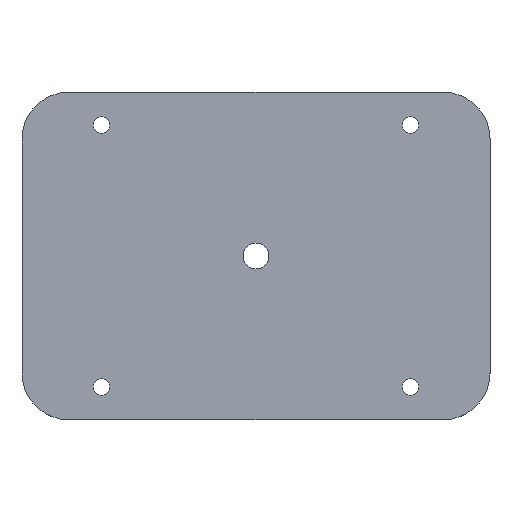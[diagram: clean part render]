
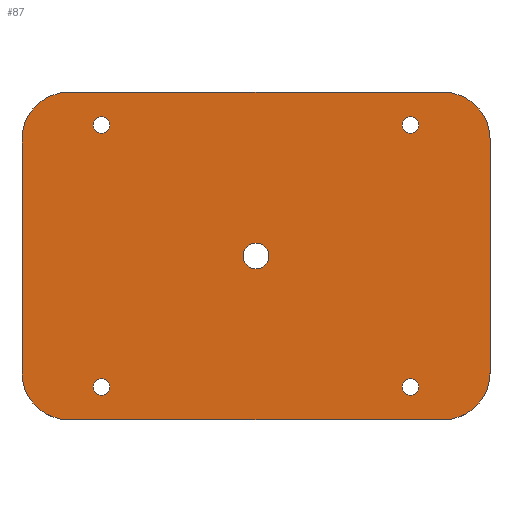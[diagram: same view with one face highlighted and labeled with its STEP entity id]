
A CAD part, top view. The second image highlights one B-rep face of the part: STEP entity #87.
In plain terms, the highlighted planar face has unit normal (0, 0, 1).
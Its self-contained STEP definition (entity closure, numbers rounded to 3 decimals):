
#43=FACE_BOUND('',#116,.T.);
#44=FACE_BOUND('',#117,.T.);
#45=FACE_BOUND('',#118,.T.);
#46=FACE_BOUND('',#119,.T.);
#47=FACE_BOUND('',#120,.T.);
#48=FACE_BOUND('',#121,.T.);
#65=CIRCLE('',#307,2.75);
#66=CIRCLE('',#308,1.75);
#67=CIRCLE('',#309,1.75);
#68=CIRCLE('',#310,1.75);
#69=CIRCLE('',#311,1.75);
#70=CIRCLE('',#312,10.);
#71=CIRCLE('',#313,10.);
#72=CIRCLE('',#314,10.);
#73=CIRCLE('',#315,10.);
#87=ADVANCED_FACE('',(#43,#44,#45,#46,#47,#48),#102,.F.);
#102=PLANE('',#316);
#116=EDGE_LOOP('',(#158));
#117=EDGE_LOOP('',(#159));
#118=EDGE_LOOP('',(#160));
#119=EDGE_LOOP('',(#161));
#120=EDGE_LOOP('',(#162));
#121=EDGE_LOOP('',(#163,#164,#165,#166,#167,#168,#169,#170));
#158=ORIENTED_EDGE('',*,*,#252,.T.);
#159=ORIENTED_EDGE('',*,*,#253,.T.);
#160=ORIENTED_EDGE('',*,*,#254,.T.);
#161=ORIENTED_EDGE('',*,*,#255,.T.);
#162=ORIENTED_EDGE('',*,*,#256,.T.);
#163=ORIENTED_EDGE('',*,*,#246,.F.);
#164=ORIENTED_EDGE('',*,*,#257,.T.);
#165=ORIENTED_EDGE('',*,*,#240,.F.);
#166=ORIENTED_EDGE('',*,*,#258,.T.);
#167=ORIENTED_EDGE('',*,*,#236,.F.);
#168=ORIENTED_EDGE('',*,*,#259,.T.);
#169=ORIENTED_EDGE('',*,*,#248,.F.);
#170=ORIENTED_EDGE('',*,*,#260,.T.);
#210=VERTEX_POINT('',#422);
#211=VERTEX_POINT('',#423);
#214=VERTEX_POINT('',#431);
#215=VERTEX_POINT('',#432);
#220=VERTEX_POINT('',#443);
#221=VERTEX_POINT('',#445);
#222=VERTEX_POINT('',#449);
#223=VERTEX_POINT('',#450);
#226=VERTEX_POINT('',#458);
#227=VERTEX_POINT('',#460);
#228=VERTEX_POINT('',#462);
#229=VERTEX_POINT('',#464);
#230=VERTEX_POINT('',#466);
#236=EDGE_CURVE('',#210,#211,#270,.T.);
#240=EDGE_CURVE('',#214,#215,#274,.T.);
#246=EDGE_CURVE('',#220,#221,#280,.T.);
#248=EDGE_CURVE('',#222,#223,#282,.T.);
#252=EDGE_CURVE('',#226,#226,#65,.T.);
#253=EDGE_CURVE('',#227,#227,#66,.T.);
#254=EDGE_CURVE('',#228,#228,#67,.T.);
#255=EDGE_CURVE('',#229,#229,#68,.T.);
#256=EDGE_CURVE('',#230,#230,#69,.T.);
#257=EDGE_CURVE('',#220,#215,#70,.T.);
#258=EDGE_CURVE('',#214,#211,#71,.T.);
#259=EDGE_CURVE('',#210,#223,#72,.T.);
#260=EDGE_CURVE('',#222,#221,#73,.T.);
#270=LINE('',#421,#286);
#274=LINE('',#430,#290);
#280=LINE('',#444,#296);
#282=LINE('',#448,#298);
#286=VECTOR('',#338,1.);
#290=VECTOR('',#344,1.);
#296=VECTOR('',#352,1.);
#298=VECTOR('',#356,1.);
#307=AXIS2_PLACEMENT_3D('',#457,#362,#363);
#308=AXIS2_PLACEMENT_3D('',#459,#364,#365);
#309=AXIS2_PLACEMENT_3D('',#461,#366,#367);
#310=AXIS2_PLACEMENT_3D('',#463,#368,#369);
#311=AXIS2_PLACEMENT_3D('',#465,#370,#371);
#312=AXIS2_PLACEMENT_3D('',#467,#372,#373);
#313=AXIS2_PLACEMENT_3D('',#468,#374,#375);
#314=AXIS2_PLACEMENT_3D('',#469,#376,#377);
#315=AXIS2_PLACEMENT_3D('',#470,#378,#379);
#316=AXIS2_PLACEMENT_3D('',#471,#380,#381);
#338=DIRECTION('',(0.,-1.,0.));
#344=DIRECTION('',(-1.,0.,0.));
#352=DIRECTION('',(0.,1.,0.));
#356=DIRECTION('',(1.,0.,0.));
#362=DIRECTION('',(0.,0.,-1.));
#363=DIRECTION('',(-1.,0.,0.));
#364=DIRECTION('',(0.,0.,-1.));
#365=DIRECTION('',(-1.,0.,0.));
#366=DIRECTION('',(0.,0.,-1.));
#367=DIRECTION('',(-1.,0.,0.));
#368=DIRECTION('',(0.,0.,-1.));
#369=DIRECTION('',(-1.,0.,0.));
#370=DIRECTION('',(0.,0.,-1.));
#371=DIRECTION('',(-1.,0.,0.));
#372=DIRECTION('',(0.,0.,1.));
#373=DIRECTION('',(-1.,0.,0.));
#374=DIRECTION('',(0.,0.,1.));
#375=DIRECTION('',(-1.,0.,0.));
#376=DIRECTION('',(0.,0.,1.));
#377=DIRECTION('',(-1.,0.,0.));
#378=DIRECTION('',(0.,0.,1.));
#379=DIRECTION('',(-1.,0.,0.));
#380=DIRECTION('',(0.,0.,-1.));
#381=DIRECTION('',(-1.,0.,0.));
#421=CARTESIAN_POINT('',(100.,70.,4.));
#422=CARTESIAN_POINT('',(100.,60.,4.));
#423=CARTESIAN_POINT('',(100.,10.,4.));
#430=CARTESIAN_POINT('',(100.,0.,4.));
#431=CARTESIAN_POINT('',(90.,0.,4.));
#432=CARTESIAN_POINT('',(10.,0.,4.));
#443=CARTESIAN_POINT('',(0.,10.,4.));
#444=CARTESIAN_POINT('',(0.,0.,4.));
#445=CARTESIAN_POINT('',(0.,60.,4.));
#448=CARTESIAN_POINT('',(0.,70.,4.));
#449=CARTESIAN_POINT('',(10.,70.,4.));
#450=CARTESIAN_POINT('',(90.,70.,4.));
#457=CARTESIAN_POINT('',(50.,35.,4.));
#458=CARTESIAN_POINT('',(47.25,35.,4.));
#459=CARTESIAN_POINT('',(83.,63.,4.));
#460=CARTESIAN_POINT('',(81.25,63.,4.));
#461=CARTESIAN_POINT('',(83.,7.,4.));
#462=CARTESIAN_POINT('',(81.25,7.,4.));
#463=CARTESIAN_POINT('',(17.,63.,4.));
#464=CARTESIAN_POINT('',(15.25,63.,4.));
#465=CARTESIAN_POINT('',(17.,7.,4.));
#466=CARTESIAN_POINT('',(15.25,7.,4.));
#467=CARTESIAN_POINT('',(10.,10.,4.));
#468=CARTESIAN_POINT('',(90.,10.,4.));
#469=CARTESIAN_POINT('',(90.,60.,4.));
#470=CARTESIAN_POINT('',(10.,60.,4.));
#471=CARTESIAN_POINT('',(0.,0.,4.));
